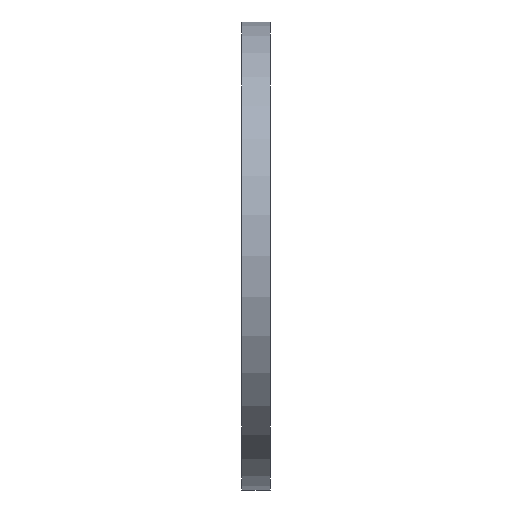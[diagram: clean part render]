
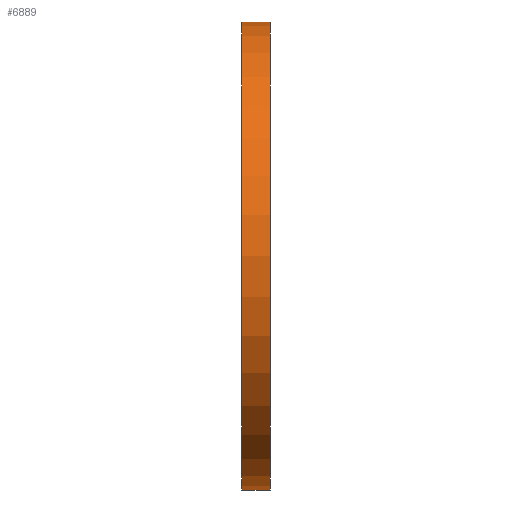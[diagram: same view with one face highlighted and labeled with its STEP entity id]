
A CAD part, left-side view. The second image highlights one B-rep face of the part: STEP entity #6889.
In plain terms, the highlighted cylindrical face has radius 50 mm (diameter 100 mm), a partial arc.
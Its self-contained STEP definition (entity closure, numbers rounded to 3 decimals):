
#765 = DIRECTION ( 'NONE',  ( 0., -1., 0. ) ) ;
#1244 = VECTOR ( 'NONE', #13258, 1000. ) ;
#1377 = CARTESIAN_POINT ( 'NONE',  ( 0., 0., 0. ) ) ;
#1399 = VERTEX_POINT ( 'NONE', #4541 ) ;
#1500 = CIRCLE ( 'NONE', #9566, 50. ) ;
#1852 = EDGE_CURVE ( 'NONE', #1399, #10184, #4590, .T. ) ;
#1927 = EDGE_CURVE ( 'NONE', #4408, #1399, #10112, .T. ) ;
#2915 = EDGE_LOOP ( 'NONE', ( #10794, #5432, #8262, #7150 ) ) ;
#3363 = CARTESIAN_POINT ( 'NONE',  ( 0., 0., 50. ) ) ;
#3735 = DIRECTION ( 'NONE',  ( 0., 1., 0. ) ) ;
#4251 = DIRECTION ( 'NONE',  ( 0., 0., 1. ) ) ;
#4408 = VERTEX_POINT ( 'NONE', #13218 ) ;
#4541 = CARTESIAN_POINT ( 'NONE',  ( 0., 0., -50. ) ) ;
#4590 = CIRCLE ( 'NONE', #6765, 50. ) ;
#4683 = FACE_OUTER_BOUND ( 'NONE', #2915, .T. ) ;
#5432 = ORIENTED_EDGE ( 'NONE', *, *, #5535, .F. ) ;
#5535 = EDGE_CURVE ( 'NONE', #4408, #9426, #1500, .T. ) ;
#5585 = DIRECTION ( 'NONE',  ( 0., -1., 0. ) ) ;
#6765 = AXIS2_PLACEMENT_3D ( 'NONE', #1377, #3735, #11060 ) ;
#6889 = ADVANCED_FACE ( 'NONE', ( #4683 ), #9852, .T. ) ;
#7150 = ORIENTED_EDGE ( 'NONE', *, *, #1852, .T. ) ;
#8262 = ORIENTED_EDGE ( 'NONE', *, *, #1927, .T. ) ;
#8866 = CARTESIAN_POINT ( 'NONE',  ( 0., 6., 0. ) ) ;
#8988 = LINE ( 'NONE', #13557, #9319 ) ;
#9319 = VECTOR ( 'NONE', #765, 1000. ) ;
#9426 = VERTEX_POINT ( 'NONE', #9642 ) ;
#9566 = AXIS2_PLACEMENT_3D ( 'NONE', #10835, #11905, #4251 ) ;
#9642 = CARTESIAN_POINT ( 'NONE',  ( 0., 6., 50. ) ) ;
#9779 = EDGE_CURVE ( 'NONE', #9426, #10184, #8988, .T. ) ;
#9852 = CYLINDRICAL_SURFACE ( 'NONE', #12642, 50. ) ;
#10112 = LINE ( 'NONE', #13307, #1244 ) ;
#10184 = VERTEX_POINT ( 'NONE', #3363 ) ;
#10794 = ORIENTED_EDGE ( 'NONE', *, *, #9779, .F. ) ;
#10835 = CARTESIAN_POINT ( 'NONE',  ( 0., 6., 0. ) ) ;
#10920 = DIRECTION ( 'NONE',  ( 0., 0., -1. ) ) ;
#11060 = DIRECTION ( 'NONE',  ( 0., 0., 1. ) ) ;
#11905 = DIRECTION ( 'NONE',  ( 0., 1., 0. ) ) ;
#12642 = AXIS2_PLACEMENT_3D ( 'NONE', #8866, #5585, #10920 ) ;
#13218 = CARTESIAN_POINT ( 'NONE',  ( 0., 6., -50. ) ) ;
#13258 = DIRECTION ( 'NONE',  ( 0., -1., 0. ) ) ;
#13307 = CARTESIAN_POINT ( 'NONE',  ( 0., 6., -50. ) ) ;
#13557 = CARTESIAN_POINT ( 'NONE',  ( 0., 6., 50. ) ) ;
